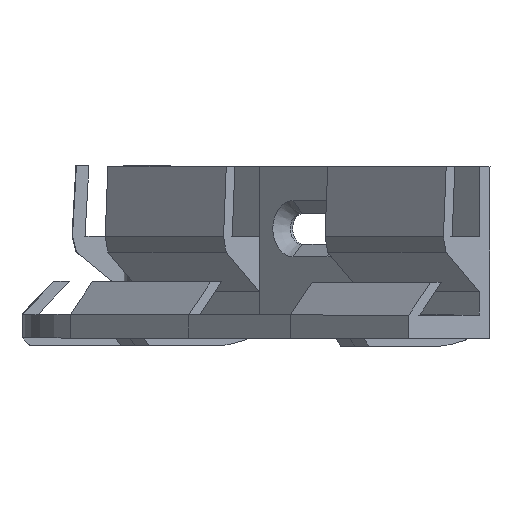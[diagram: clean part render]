
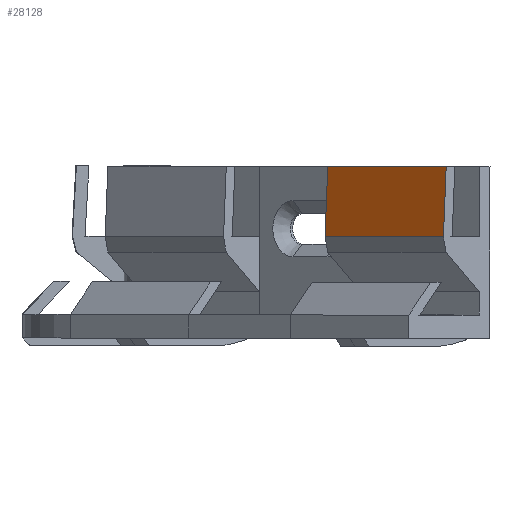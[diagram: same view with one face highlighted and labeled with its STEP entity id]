
A CAD part, left-side view. The second image highlights one B-rep face of the part: STEP entity #28128.
In plain terms, the highlighted face is planar.
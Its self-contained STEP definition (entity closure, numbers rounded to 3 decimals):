
#26233 = PLANE('',#26234);
#26234 = AXIS2_PLACEMENT_3D('',#26235,#26236,#26237);
#26235 = CARTESIAN_POINT('',(-10.5,5.766,9.503));
#26236 = DIRECTION('',(-1.,0.,0.));
#26237 = DIRECTION('',(0.,0.,1.));
#26667 = PLANE('',#26668);
#26668 = AXIS2_PLACEMENT_3D('',#26669,#26670,#26671);
#26669 = CARTESIAN_POINT('',(10.5,5.766,9.503));
#26670 = DIRECTION('',(-1.,0.,0.));
#26671 = DIRECTION('',(0.,0.,1.));
#26927 = VERTEX_POINT('',#26928);
#26928 = CARTESIAN_POINT('',(-10.5,8.1,22.));
#26942 = PLANE('',#26943);
#26943 = AXIS2_PLACEMENT_3D('',#26944,#26945,#26946);
#26944 = CARTESIAN_POINT('',(0.,6.5,22.));
#26945 = DIRECTION('',(0.,0.,-1.));
#26946 = DIRECTION('',(0.,1.,0.));
#26954 = EDGE_CURVE('',#26927,#26955,#26957,.T.);
#26955 = VERTEX_POINT('',#26956);
#26956 = CARTESIAN_POINT('',(-10.5,8.6,13.));
#26957 = SURFACE_CURVE('',#26958,(#26962,#26969),.PCURVE_S1.);
#26958 = LINE('',#26959,#26960);
#26959 = CARTESIAN_POINT('',(-10.5,8.1,22.));
#26960 = VECTOR('',#26961,1.);
#26961 = DIRECTION('',(0.,0.055,-0.998));
#26962 = PCURVE('',#26233,#26963);
#26963 = DEFINITIONAL_REPRESENTATION('',(#26964),#26968);
#26964 = LINE('',#26965,#26966);
#26965 = CARTESIAN_POINT('',(12.497,2.334));
#26966 = VECTOR('',#26967,1.);
#26967 = DIRECTION('',(-0.998,0.055));
#26968 = ( GEOMETRIC_REPRESENTATION_CONTEXT(2) 
PARAMETRIC_REPRESENTATION_CONTEXT() REPRESENTATION_CONTEXT('2D SPACE',''
  ) );
#26969 = PCURVE('',#26970,#26975);
#26970 = PLANE('',#26971);
#26971 = AXIS2_PLACEMENT_3D('',#26972,#26973,#26974);
#26972 = CARTESIAN_POINT('',(0.,8.1,22.));
#26973 = DIRECTION('',(-0.,-0.998,-0.055));
#26974 = DIRECTION('',(0.,0.055,-0.998));
#26975 = DEFINITIONAL_REPRESENTATION('',(#26976),#26980);
#26976 = LINE('',#26977,#26978);
#26977 = CARTESIAN_POINT('',(0.,-10.5));
#26978 = VECTOR('',#26979,1.);
#26979 = DIRECTION('',(1.,0.));
#26980 = ( GEOMETRIC_REPRESENTATION_CONTEXT(2) 
PARAMETRIC_REPRESENTATION_CONTEXT() REPRESENTATION_CONTEXT('2D SPACE',''
  ) );
#26998 = PLANE('',#26999);
#26999 = AXIS2_PLACEMENT_3D('',#27000,#27001,#27002);
#27000 = CARTESIAN_POINT('',(0.,8.6,13.));
#27001 = DIRECTION('',(0.,-0.97,0.243));
#27002 = DIRECTION('',(-0.,-0.243,-0.97));
#27773 = VERTEX_POINT('',#27774);
#27774 = CARTESIAN_POINT('',(10.5,8.1,22.));
#27795 = EDGE_CURVE('',#27773,#27796,#27798,.T.);
#27796 = VERTEX_POINT('',#27797);
#27797 = CARTESIAN_POINT('',(10.5,8.6,13.));
#27798 = SURFACE_CURVE('',#27799,(#27803,#27810),.PCURVE_S1.);
#27799 = LINE('',#27800,#27801);
#27800 = CARTESIAN_POINT('',(10.5,8.1,22.));
#27801 = VECTOR('',#27802,1.);
#27802 = DIRECTION('',(0.,0.055,-0.998));
#27803 = PCURVE('',#26667,#27804);
#27804 = DEFINITIONAL_REPRESENTATION('',(#27805),#27809);
#27805 = LINE('',#27806,#27807);
#27806 = CARTESIAN_POINT('',(12.497,2.334));
#27807 = VECTOR('',#27808,1.);
#27808 = DIRECTION('',(-0.998,0.055));
#27809 = ( GEOMETRIC_REPRESENTATION_CONTEXT(2) 
PARAMETRIC_REPRESENTATION_CONTEXT() REPRESENTATION_CONTEXT('2D SPACE',''
  ) );
#27810 = PCURVE('',#26970,#27811);
#27811 = DEFINITIONAL_REPRESENTATION('',(#27812),#27816);
#27812 = LINE('',#27813,#27814);
#27813 = CARTESIAN_POINT('',(0.,10.5));
#27814 = VECTOR('',#27815,1.);
#27815 = DIRECTION('',(1.,0.));
#27816 = ( GEOMETRIC_REPRESENTATION_CONTEXT(2) 
PARAMETRIC_REPRESENTATION_CONTEXT() REPRESENTATION_CONTEXT('2D SPACE',''
  ) );
#28106 = EDGE_CURVE('',#27773,#26927,#28107,.T.);
#28107 = SURFACE_CURVE('',#28108,(#28112,#28119),.PCURVE_S1.);
#28108 = LINE('',#28109,#28110);
#28109 = CARTESIAN_POINT('',(10.5,8.1,22.));
#28110 = VECTOR('',#28111,1.);
#28111 = DIRECTION('',(-1.,0.,0.));
#28112 = PCURVE('',#26942,#28113);
#28113 = DEFINITIONAL_REPRESENTATION('',(#28114),#28118);
#28114 = LINE('',#28115,#28116);
#28115 = CARTESIAN_POINT('',(1.6,10.5));
#28116 = VECTOR('',#28117,1.);
#28117 = DIRECTION('',(0.,-1.));
#28118 = ( GEOMETRIC_REPRESENTATION_CONTEXT(2) 
PARAMETRIC_REPRESENTATION_CONTEXT() REPRESENTATION_CONTEXT('2D SPACE',''
  ) );
#28119 = PCURVE('',#26970,#28120);
#28120 = DEFINITIONAL_REPRESENTATION('',(#28121),#28125);
#28121 = LINE('',#28122,#28123);
#28122 = CARTESIAN_POINT('',(0.,10.5));
#28123 = VECTOR('',#28124,1.);
#28124 = DIRECTION('',(0.,-1.));
#28125 = ( GEOMETRIC_REPRESENTATION_CONTEXT(2) 
PARAMETRIC_REPRESENTATION_CONTEXT() REPRESENTATION_CONTEXT('2D SPACE',''
  ) );
#28128 = ADVANCED_FACE('',(#28129),#26970,.F.);
#28129 = FACE_BOUND('',#28130,.F.);
#28130 = EDGE_LOOP('',(#28131,#28132,#28153,#28154));
#28131 = ORIENTED_EDGE('',*,*,#26954,.T.);
#28132 = ORIENTED_EDGE('',*,*,#28133,.F.);
#28133 = EDGE_CURVE('',#27796,#26955,#28134,.T.);
#28134 = SURFACE_CURVE('',#28135,(#28139,#28146),.PCURVE_S1.);
#28135 = LINE('',#28136,#28137);
#28136 = CARTESIAN_POINT('',(10.5,8.6,13.));
#28137 = VECTOR('',#28138,1.);
#28138 = DIRECTION('',(-1.,0.,0.));
#28139 = PCURVE('',#26970,#28140);
#28140 = DEFINITIONAL_REPRESENTATION('',(#28141),#28145);
#28141 = LINE('',#28142,#28143);
#28142 = CARTESIAN_POINT('',(9.014,10.5));
#28143 = VECTOR('',#28144,1.);
#28144 = DIRECTION('',(0.,-1.));
#28145 = ( GEOMETRIC_REPRESENTATION_CONTEXT(2) 
PARAMETRIC_REPRESENTATION_CONTEXT() REPRESENTATION_CONTEXT('2D SPACE',''
  ) );
#28146 = PCURVE('',#26998,#28147);
#28147 = DEFINITIONAL_REPRESENTATION('',(#28148),#28152);
#28148 = LINE('',#28149,#28150);
#28149 = CARTESIAN_POINT('',(-0.,10.5));
#28150 = VECTOR('',#28151,1.);
#28151 = DIRECTION('',(0.,-1.));
#28152 = ( GEOMETRIC_REPRESENTATION_CONTEXT(2) 
PARAMETRIC_REPRESENTATION_CONTEXT() REPRESENTATION_CONTEXT('2D SPACE',''
  ) );
#28153 = ORIENTED_EDGE('',*,*,#27795,.F.);
#28154 = ORIENTED_EDGE('',*,*,#28106,.T.);
